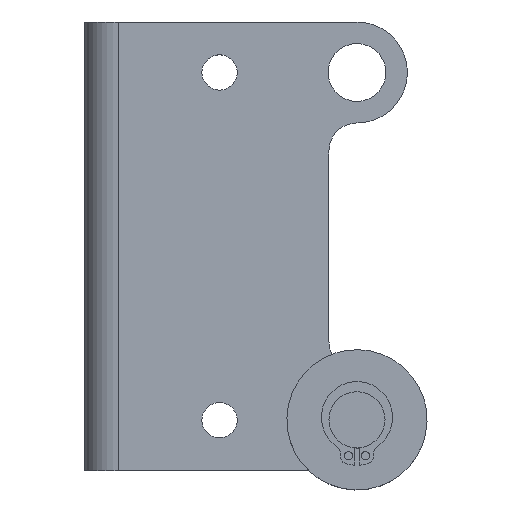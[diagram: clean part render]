
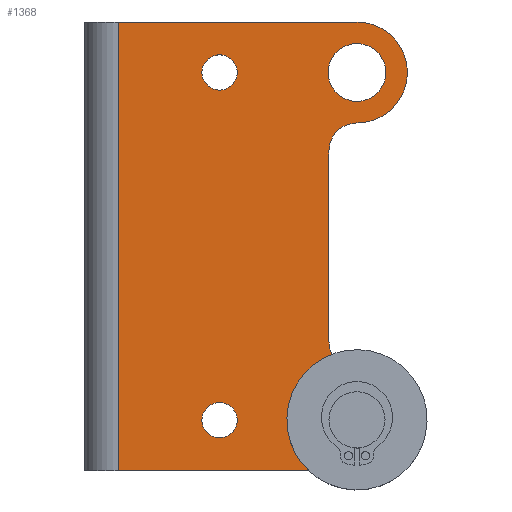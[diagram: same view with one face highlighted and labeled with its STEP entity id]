
A CAD part, top view. The second image highlights one B-rep face of the part: STEP entity #1368.
In plain terms, the highlighted planar face has unit normal (0, 0, 1).
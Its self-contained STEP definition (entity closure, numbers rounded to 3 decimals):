
#105=FACE_BOUND('',#324,.T.);
#106=FACE_BOUND('',#325,.T.);
#107=FACE_BOUND('',#326,.T.);
#108=FACE_BOUND('',#327,.T.);
#138=PLANE('',#1702);
#234=FACE_OUTER_BOUND('',#323,.T.);
#323=EDGE_LOOP('',(#1202,#1203,#1204,#1205,#1206,#1207,#1208,#1209));
#324=EDGE_LOOP('',(#1210,#1211));
#325=EDGE_LOOP('',(#1212,#1213));
#326=EDGE_LOOP('',(#1214,#1215));
#327=EDGE_LOOP('',(#1216,#1217));
#399=LINE('',#2802,#468);
#400=LINE('',#2810,#469);
#401=LINE('',#2816,#470);
#402=LINE('',#2817,#471);
#468=VECTOR('',#2098,10.);
#469=VECTOR('',#2107,10.);
#470=VECTOR('',#2112,10.);
#471=VECTOR('',#2113,10.);
#571=CIRCLE('',#1703,9.);
#572=CIRCLE('',#1704,5.);
#573=CIRCLE('',#1705,5.);
#574=CIRCLE('',#1706,9.);
#575=CIRCLE('',#1707,3.15);
#576=CIRCLE('',#1708,3.15);
#577=CIRCLE('',#1709,3.15);
#578=CIRCLE('',#1710,3.15);
#579=CIRCLE('',#1711,5.15);
#580=CIRCLE('',#1712,5.15);
#581=CIRCLE('',#1713,5.15);
#582=CIRCLE('',#1714,5.15);
#705=VERTEX_POINT('',#2799);
#706=VERTEX_POINT('',#2801);
#707=VERTEX_POINT('',#2805);
#708=VERTEX_POINT('',#2807);
#709=VERTEX_POINT('',#2809);
#710=VERTEX_POINT('',#2811);
#711=VERTEX_POINT('',#2813);
#712=VERTEX_POINT('',#2815);
#713=VERTEX_POINT('',#2818);
#714=VERTEX_POINT('',#2819);
#715=VERTEX_POINT('',#2822);
#716=VERTEX_POINT('',#2823);
#717=VERTEX_POINT('',#2826);
#718=VERTEX_POINT('',#2827);
#719=VERTEX_POINT('',#2830);
#720=VERTEX_POINT('',#2831);
#882=EDGE_CURVE('',#706,#705,#399,.T.);
#884=EDGE_CURVE('',#707,#705,#571,.T.);
#885=EDGE_CURVE('',#708,#707,#572,.T.);
#886=EDGE_CURVE('',#708,#709,#400,.T.);
#887=EDGE_CURVE('',#710,#709,#573,.T.);
#888=EDGE_CURVE('',#711,#710,#574,.T.);
#889=EDGE_CURVE('',#712,#711,#401,.T.);
#890=EDGE_CURVE('',#712,#706,#402,.T.);
#891=EDGE_CURVE('',#713,#714,#575,.T.);
#892=EDGE_CURVE('',#714,#713,#576,.T.);
#893=EDGE_CURVE('',#715,#716,#577,.T.);
#894=EDGE_CURVE('',#716,#715,#578,.T.);
#895=EDGE_CURVE('',#717,#718,#579,.T.);
#896=EDGE_CURVE('',#718,#717,#580,.T.);
#897=EDGE_CURVE('',#719,#720,#581,.T.);
#898=EDGE_CURVE('',#720,#719,#582,.T.);
#1202=ORIENTED_EDGE('',*,*,#884,.F.);
#1203=ORIENTED_EDGE('',*,*,#885,.F.);
#1204=ORIENTED_EDGE('',*,*,#886,.T.);
#1205=ORIENTED_EDGE('',*,*,#887,.F.);
#1206=ORIENTED_EDGE('',*,*,#888,.F.);
#1207=ORIENTED_EDGE('',*,*,#889,.F.);
#1208=ORIENTED_EDGE('',*,*,#890,.T.);
#1209=ORIENTED_EDGE('',*,*,#882,.T.);
#1210=ORIENTED_EDGE('',*,*,#891,.T.);
#1211=ORIENTED_EDGE('',*,*,#892,.T.);
#1212=ORIENTED_EDGE('',*,*,#893,.T.);
#1213=ORIENTED_EDGE('',*,*,#894,.T.);
#1214=ORIENTED_EDGE('',*,*,#895,.T.);
#1215=ORIENTED_EDGE('',*,*,#896,.T.);
#1216=ORIENTED_EDGE('',*,*,#897,.T.);
#1217=ORIENTED_EDGE('',*,*,#898,.T.);
#1368=ADVANCED_FACE('',(#234,#105,#106,#107,#108),#138,.T.);
#1702=AXIS2_PLACEMENT_3D('',#2804,#2101,#2102);
#1703=AXIS2_PLACEMENT_3D('',#2806,#2103,#2104);
#1704=AXIS2_PLACEMENT_3D('',#2808,#2105,#2106);
#1705=AXIS2_PLACEMENT_3D('',#2812,#2108,#2109);
#1706=AXIS2_PLACEMENT_3D('',#2814,#2110,#2111);
#1707=AXIS2_PLACEMENT_3D('',#2820,#2114,#2115);
#1708=AXIS2_PLACEMENT_3D('',#2821,#2116,#2117);
#1709=AXIS2_PLACEMENT_3D('',#2824,#2118,#2119);
#1710=AXIS2_PLACEMENT_3D('',#2825,#2120,#2121);
#1711=AXIS2_PLACEMENT_3D('',#2828,#2122,#2123);
#1712=AXIS2_PLACEMENT_3D('',#2829,#2124,#2125);
#1713=AXIS2_PLACEMENT_3D('',#2832,#2126,#2127);
#1714=AXIS2_PLACEMENT_3D('',#2833,#2128,#2129);
#2098=DIRECTION('',(0.,1.,0.));
#2101=DIRECTION('center_axis',(0.,0.,1.));
#2102=DIRECTION('ref_axis',(1.,0.,0.));
#2103=DIRECTION('center_axis',(0.,0.,-1.));
#2104=DIRECTION('ref_axis',(0.707,0.707,0.));
#2105=DIRECTION('center_axis',(0.,0.,1.));
#2106=DIRECTION('ref_axis',(0.707,-0.707,0.));
#2107=DIRECTION('',(-1.,0.,0.));
#2108=DIRECTION('center_axis',(0.,0.,1.));
#2109=DIRECTION('ref_axis',(-0.707,-0.707,0.));
#2110=DIRECTION('center_axis',(0.,0.,-1.));
#2111=DIRECTION('ref_axis',(0.707,0.707,0.));
#2112=DIRECTION('',(0.,1.,0.));
#2113=DIRECTION('',(1.,0.,0.));
#2114=DIRECTION('center_axis',(0.,0.,-1.));
#2115=DIRECTION('ref_axis',(1.,0.,0.));
#2116=DIRECTION('center_axis',(0.,0.,-1.));
#2117=DIRECTION('ref_axis',(1.,0.,0.));
#2118=DIRECTION('center_axis',(0.,0.,-1.));
#2119=DIRECTION('ref_axis',(1.,0.,0.));
#2120=DIRECTION('center_axis',(0.,0.,-1.));
#2121=DIRECTION('ref_axis',(1.,0.,0.));
#2122=DIRECTION('center_axis',(0.,0.,-1.));
#2123=DIRECTION('ref_axis',(1.,0.,0.));
#2124=DIRECTION('center_axis',(0.,0.,-1.));
#2125=DIRECTION('ref_axis',(1.,0.,0.));
#2126=DIRECTION('center_axis',(0.,0.,-1.));
#2127=DIRECTION('ref_axis',(1.,0.,0.));
#2128=DIRECTION('center_axis',(0.,0.,-1.));
#2129=DIRECTION('ref_axis',(1.,0.,0.));
#2799=CARTESIAN_POINT('',(40.,48.5,43.));
#2801=CARTESIAN_POINT('',(40.,6.,43.));
#2802=CARTESIAN_POINT('',(40.,0.,43.));
#2804=CARTESIAN_POINT('Origin',(-40.,0.,43.));
#2805=CARTESIAN_POINT('',(22.,48.5,43.));
#2806=CARTESIAN_POINT('Origin',(31.,48.5,43.));
#2807=CARTESIAN_POINT('',(17.,43.5,43.));
#2808=CARTESIAN_POINT('Origin',(17.,48.5,43.));
#2809=CARTESIAN_POINT('',(-17.,43.5,43.));
#2810=CARTESIAN_POINT('',(-31.,43.5,43.));
#2811=CARTESIAN_POINT('',(-22.,48.5,43.));
#2812=CARTESIAN_POINT('Origin',(-17.,48.5,43.));
#2813=CARTESIAN_POINT('',(-40.,48.5,43.));
#2814=CARTESIAN_POINT('Origin',(-31.,48.5,43.));
#2815=CARTESIAN_POINT('',(-40.,6.,43.));
#2816=CARTESIAN_POINT('',(-40.,0.,43.));
#2817=CARTESIAN_POINT('',(-20.,6.,43.));
#2818=CARTESIAN_POINT('',(-27.85,24.,43.));
#2819=CARTESIAN_POINT('',(-34.15,24.,43.));
#2820=CARTESIAN_POINT('Origin',(-31.,24.,43.));
#2821=CARTESIAN_POINT('Origin',(-31.,24.,43.));
#2822=CARTESIAN_POINT('',(34.15,24.,43.));
#2823=CARTESIAN_POINT('',(27.85,24.,43.));
#2824=CARTESIAN_POINT('Origin',(31.,24.,43.));
#2825=CARTESIAN_POINT('Origin',(31.,24.,43.));
#2826=CARTESIAN_POINT('',(-25.85,48.5,43.));
#2827=CARTESIAN_POINT('',(-36.15,48.5,43.));
#2828=CARTESIAN_POINT('Origin',(-31.,48.5,43.));
#2829=CARTESIAN_POINT('Origin',(-31.,48.5,43.));
#2830=CARTESIAN_POINT('',(36.15,48.5,43.));
#2831=CARTESIAN_POINT('',(25.85,48.5,43.));
#2832=CARTESIAN_POINT('Origin',(31.,48.5,43.));
#2833=CARTESIAN_POINT('Origin',(31.,48.5,43.));
